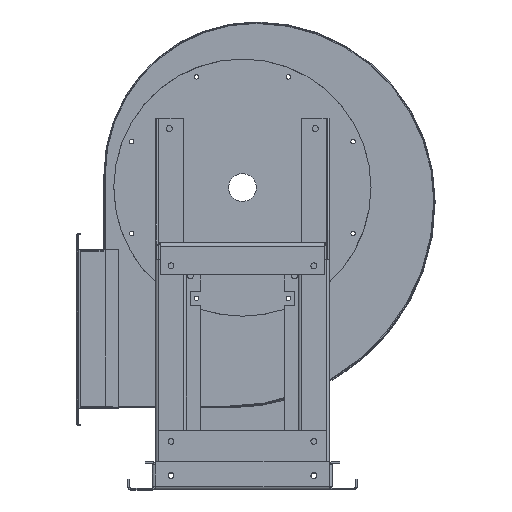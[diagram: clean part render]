
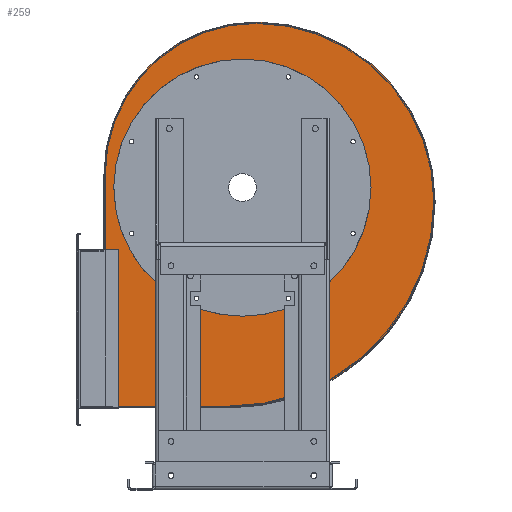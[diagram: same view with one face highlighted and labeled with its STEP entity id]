
A CAD part, top view. The second image highlights one B-rep face of the part: STEP entity #259.
In plain terms, the highlighted face is planar.
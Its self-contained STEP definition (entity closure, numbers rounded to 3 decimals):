
#259=ADVANCED_FACE('',(#10454,#10456),#10458,.F.);
#10454=FACE_BOUND('',#10455,.T.);
#10455=EDGE_LOOP('',(#20616,#20617,#20618,#20619,#20620,#20621,#20622,#20623,#20624));
#10456=FACE_BOUND('',#10457,.T.);
#10457=EDGE_LOOP('',(#20625));
#10458=PLANE('',#10459);
#10459=AXIS2_PLACEMENT_3D('',#10460,#10461,#10462);
#10460=CARTESIAN_POINT('',(0.,0.,0.));
#10461=DIRECTION('',(-0.,-0.,1.));
#10462=DIRECTION('',(1.,0.,0.));
#20616=ORIENTED_EDGE('',*,*,#26219,.T.);
#20617=ORIENTED_EDGE('',*,*,#26159,.T.);
#20618=ORIENTED_EDGE('',*,*,#26220,.T.);
#20619=ORIENTED_EDGE('',*,*,#26221,.T.);
#20620=ORIENTED_EDGE('',*,*,#26141,.T.);
#20621=ORIENTED_EDGE('',*,*,#26218,.T.);
#20622=ORIENTED_EDGE('',*,*,#26222,.T.);
#20623=ORIENTED_EDGE('',*,*,#26223,.T.);
#20624=ORIENTED_EDGE('',*,*,#26224,.T.);
#20625=ORIENTED_EDGE('',*,*,#26225,.T.);
#26141=EDGE_CURVE('',#28983,#28981,#28984,.T.);
#26159=EDGE_CURVE('',#29017,#29015,#29018,.T.);
#26218=EDGE_CURVE('',#28981,#29115,#29117,.T.);
#26219=EDGE_CURVE('',#29118,#29017,#29119,.T.);
#26220=EDGE_CURVE('',#29015,#29120,#29121,.T.);
#26221=EDGE_CURVE('',#29120,#28983,#29122,.T.);
#26222=EDGE_CURVE('',#29115,#29123,#29124,.T.);
#26223=EDGE_CURVE('',#29123,#29125,#29126,.T.);
#26224=EDGE_CURVE('',#29125,#29118,#29127,.T.);
#26225=EDGE_CURVE('',#29128,#29128,#29129,.F.);
#28981=VERTEX_POINT('',#33687);
#28983=VERTEX_POINT('',#33691);
#28984=LINE('',#33692,#33693);
#29015=VERTEX_POINT('',#33757);
#29017=VERTEX_POINT('',#33761);
#29018=LINE('',#33762,#33763);
#29115=VERTEX_POINT('',#33993);
#29117=LINE('',#33997,#33998);
#29118=VERTEX_POINT('',#34000);
#29119=LINE('',#34001,#34002);
#29120=VERTEX_POINT('',#34004);
#29121=LINE('',#34005,#34006);
#29122=LINE('',#34008,#34009);
#29123=VERTEX_POINT('',#34011);
#29124=CIRCLE('',#34012,296.84);
#29125=VERTEX_POINT('',#34016);
#29126=CIRCLE('',#34017,257.78);
#29127=CIRCLE('',#34021,218.72);
#29128=VERTEX_POINT('',#34025);
#29129=CIRCLE('',#34026,185.);
#33687=CARTESIAN_POINT('',(-187.19,-316.37,-0.));
#33691=CARTESIAN_POINT('',(-187.19,-314.37,-0.));
#33692=CARTESIAN_POINT('',(-187.19,-314.37,0.));
#33693=VECTOR('',#33694,1.);
#33694=DIRECTION('',(0.,-1.,0.));
#33757=CARTESIAN_POINT('',(-197.19,-86.37,-0.));
#33761=CARTESIAN_POINT('',(-199.19,-86.37,-0.));
#33762=CARTESIAN_POINT('',(-199.19,-86.37,0.));
#33763=VECTOR('',#33764,1.);
#33764=DIRECTION('',(1.,0.,0.));
#33993=CARTESIAN_POINT('',(-19.53,-316.37,-0.));
#33997=CARTESIAN_POINT('',(-187.19,-316.37,0.));
#33998=VECTOR('',#33999,1.);
#33999=DIRECTION('',(1.,0.,0.));
#34000=CARTESIAN_POINT('',(-199.19,19.53,0.));
#34001=CARTESIAN_POINT('',(-199.19,19.53,0.));
#34002=VECTOR('',#34003,1.);
#34003=DIRECTION('',(0.,-1.,0.));
#34004=CARTESIAN_POINT('',(-197.19,-314.37,-0.));
#34005=CARTESIAN_POINT('',(-197.19,-86.37,0.));
#34006=VECTOR('',#34007,1.);
#34007=DIRECTION('',(0.,-1.,0.));
#34008=CARTESIAN_POINT('',(-197.19,-314.37,0.));
#34009=VECTOR('',#34010,1.);
#34010=DIRECTION('',(1.,0.,0.));
#34011=CARTESIAN_POINT('',(277.31,-19.53,0.));
#34012=AXIS2_PLACEMENT_3D('',#34013,#34014,#34015);
#34013=CARTESIAN_POINT('',(-19.53,-19.53,0.));
#34014=DIRECTION('',(0.,0.,1.));
#34015=DIRECTION('',(0.,-1.,0.));
#34016=CARTESIAN_POINT('',(19.53,238.25,0.));
#34017=AXIS2_PLACEMENT_3D('',#34018,#34019,#34020);
#34018=CARTESIAN_POINT('',(19.53,-19.53,0.));
#34019=DIRECTION('',(0.,0.,1.));
#34020=DIRECTION('',(1.,0.,0.));
#34021=AXIS2_PLACEMENT_3D('',#34022,#34023,#34024);
#34022=CARTESIAN_POINT('',(19.53,19.53,0.));
#34023=DIRECTION('',(0.,0.,1.));
#34024=DIRECTION('',(0.,1.,0.));
#34025=CARTESIAN_POINT('',(185.,0.,0.));
#34026=AXIS2_PLACEMENT_3D('',#34027,#34028,#34029);
#34027=CARTESIAN_POINT('',(0.,0.,0.));
#34028=DIRECTION('',(-0.,-0.,1.));
#34029=DIRECTION('',(1.,0.,0.));
